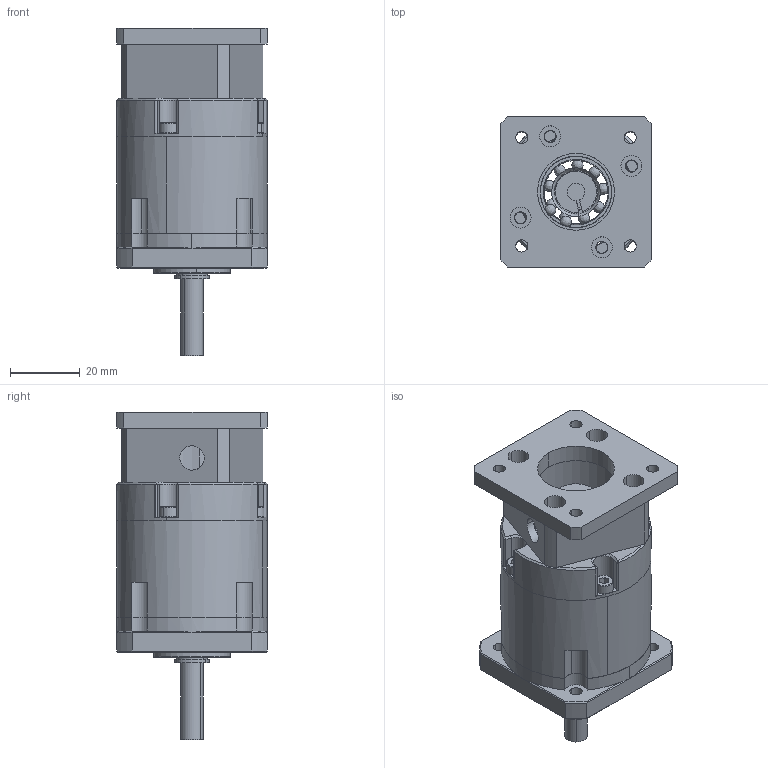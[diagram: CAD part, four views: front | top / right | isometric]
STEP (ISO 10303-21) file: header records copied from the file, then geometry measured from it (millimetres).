
FILE_DESCRIPTION (( 'STEP AP203' ), '1' );
FILE_NAME ('PG42 Gearhead.STEP', '2014-12-03T10:38:44', ( 'Phil' ), ( '' ), 'SwSTEP 2.0', 'SolidWorks 2014', '' );
FILE_SCHEMA (( 'CONFIG_CONTROL_DESIGN' ));
Length unit declared in the file: millimetre
Products named in the file (1): PG42 Gearhead
Bounding box: 43 x 43 x 93.5 mm (x, y, z)
Surface area: 24339 mm2 (no closed solid volume)
Topology: 0 solids, 31 shells, 390 faces, 1046 edges, 649 vertices
Faces by surface type: plane 162, cylinder 114, bspline 44, torus 42, cone 28
Entity records: 13002 total; most frequent: CARTESIAN_POINT 3390, DIRECTION 2133, ORIENTED_EDGE 1778, EDGE_CURVE 992, AXIS2_PLACEMENT_3D 834, VERTEX_POINT 649, CIRCLE 487, EDGE_LOOP 469
